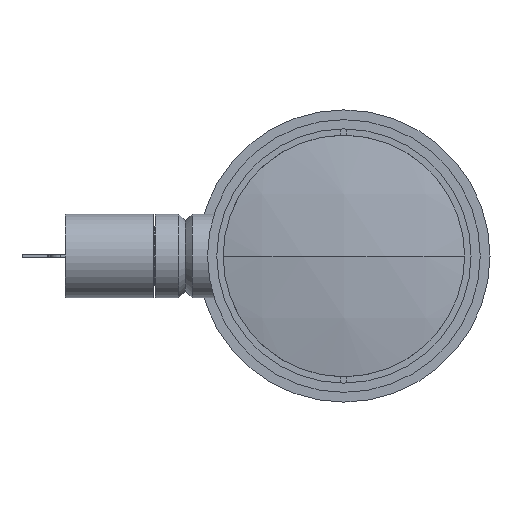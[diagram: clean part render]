
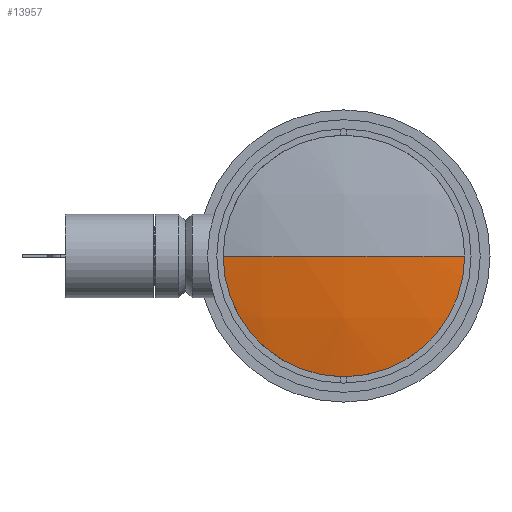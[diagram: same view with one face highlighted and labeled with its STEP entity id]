
A CAD part, left-side view. The second image highlights one B-rep face of the part: STEP entity #13957.
In plain terms, the highlighted spherical face has radius 151.75 mm.
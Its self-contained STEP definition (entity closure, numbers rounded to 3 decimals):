
#2916 = CIRCLE ( 'NONE', #70308, 151.75 ) ;
#6335 = VERTEX_POINT ( 'NONE', #70173 ) ;
#12695 = AXIS2_PLACEMENT_3D ( 'NONE', #54549, #47520, #61147 ) ;
#12729 = CARTESIAN_POINT ( 'NONE',  ( 151.75, 0., 0. ) ) ;
#13235 = FACE_OUTER_BOUND ( 'NONE', #52006, .T. ) ;
#13957 = ADVANCED_FACE ( 'NONE', ( #13235 ), #66856, .T. ) ;
#13978 = DIRECTION ( 'NONE',  ( -1., 0., 0. ) ) ;
#15413 = DIRECTION ( 'NONE',  ( 1., 0., 0. ) ) ;
#22396 = ORIENTED_EDGE ( 'NONE', *, *, #66045, .T. ) ;
#22902 = EDGE_CURVE ( 'NONE', #60913, #6335, #28206, .T. ) ;
#27750 = DIRECTION ( 'NONE',  ( 0., 0., 1. ) ) ;
#28206 = CIRCLE ( 'NONE', #77302, 31.5 ) ;
#28972 = CIRCLE ( 'NONE', #43040, 31.5 ) ;
#30647 = ORIENTED_EDGE ( 'NONE', *, *, #37468, .F. ) ;
#37468 = EDGE_CURVE ( 'NONE', #60913, #56190, #2916, .T. ) ;
#38121 = CARTESIAN_POINT ( 'NONE',  ( 3.305, 0., 0. ) ) ;
#40798 = DIRECTION ( 'NONE',  ( 0., 0., 1. ) ) ;
#43040 = AXIS2_PLACEMENT_3D ( 'NONE', #47376, #13978, #40798 ) ;
#44706 = DIRECTION ( 'NONE',  ( 0., 0., 1. ) ) ;
#47376 = CARTESIAN_POINT ( 'NONE',  ( 3.305, 0., 0. ) ) ;
#47520 = DIRECTION ( 'NONE',  ( 0., 0., -1. ) ) ;
#48405 = EDGE_CURVE ( 'NONE', #6335, #72537, #28972, .T. ) ;
#48809 = CARTESIAN_POINT ( 'NONE',  ( 151.75, 0., 0. ) ) ;
#50452 = DIRECTION ( 'NONE',  ( -1., 0., 0. ) ) ;
#52006 = EDGE_LOOP ( 'NONE', ( #58055, #70247, #22396, #30647 ) ) ;
#54549 = CARTESIAN_POINT ( 'NONE',  ( 151.75, 0., 0. ) ) ;
#56190 = VERTEX_POINT ( 'NONE', #68907 ) ;
#56508 = AXIS2_PLACEMENT_3D ( 'NONE', #12729, #85667, #65475 ) ;
#58055 = ORIENTED_EDGE ( 'NONE', *, *, #22902, .T. ) ;
#60913 = VERTEX_POINT ( 'NONE', #75105 ) ;
#61147 = DIRECTION ( 'NONE',  ( 0., 1., 0. ) ) ;
#65475 = DIRECTION ( 'NONE',  ( 0., 1., 0. ) ) ;
#66045 = EDGE_CURVE ( 'NONE', #72537, #56190, #83146, .T. ) ;
#66856 = SPHERICAL_SURFACE ( 'NONE', #12695, 151.75 ) ;
#67577 = CARTESIAN_POINT ( 'NONE',  ( 3.305, -31.5, 0. ) ) ;
#68907 = CARTESIAN_POINT ( 'NONE',  ( 0., 0., 0. ) ) ;
#70173 = CARTESIAN_POINT ( 'NONE',  ( 3.305, 0., -31.5 ) ) ;
#70247 = ORIENTED_EDGE ( 'NONE', *, *, #48405, .T. ) ;
#70308 = AXIS2_PLACEMENT_3D ( 'NONE', #48809, #27750, #15413 ) ;
#72537 = VERTEX_POINT ( 'NONE', #67577 ) ;
#75105 = CARTESIAN_POINT ( 'NONE',  ( 3.305, 31.5, 0. ) ) ;
#77302 = AXIS2_PLACEMENT_3D ( 'NONE', #38121, #50452, #44706 ) ;
#83146 = CIRCLE ( 'NONE', #56508, 151.75 ) ;
#85667 = DIRECTION ( 'NONE',  ( 0., 0., -1. ) ) ;
